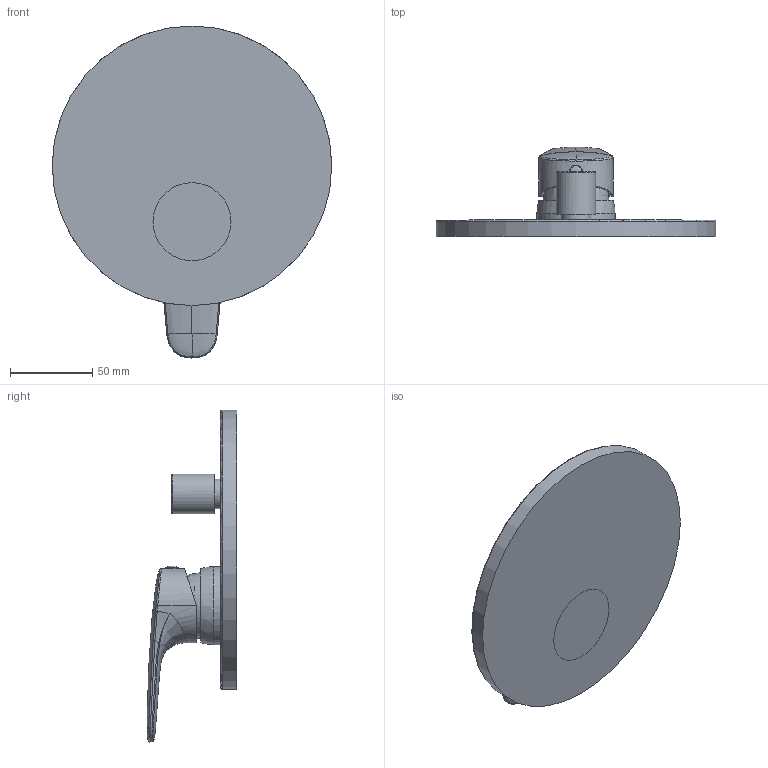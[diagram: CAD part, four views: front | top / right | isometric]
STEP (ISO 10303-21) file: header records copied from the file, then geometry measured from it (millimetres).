
FILE_DESCRIPTION(/* description */ (''),/* implementation_level */ '2;1');
FILE_NAME(/* name */ '3D_TVS105353110_O.NovoStart.step',/* time_stamp */ '2022-11-29T15:47:08+01:00',/* author */ (''),/* organization */ (''),/* preprocessor_version */ 'ST-DEVELOPER v19.2',/* originating_system */ 'Autodesk Translation Framework v11.17.0.187',/* authorisation */ '');
FILE_SCHEMA (('AUTOMOTIVE_DESIGN { 1 0 10303 214 3 1 1 }'));
Length unit declared in the file: millimetre
Products named in the file (57): (Nicht gespeichert); BWHC02496_ASM; 80TS0200_AF0; JS0201-DIVERTER_AF0_ASM; 80JS0201_AF1; 8J23X2_AF1; 8J22X205__AF1; 8J72X19_AF1; 8XJ105X45X35_AF1; 81JS0201_AF2; 8TH24182__AF5; 82JS0201_AF1; 8XJJS0201_AF1; 81PJS0201_AF2; 8SJJS0201_AF2; 83JS0201; HUANCHONGTAO_ASM; HUANCHONGTAO_ASM_1; 83TS0200_AF0; 8XJS0200_AF0; 81TS0200_AF0; 8J20X15; 8J16X2; 80D24182; 8J39X25; 81T00495; D35G-8A; 8YG35000; 8ZG97000; 80P35WNT2; M5X4; 80N81051; 104F585HY; 8MB02496_ASM; 8MB02496FD; 80W24182; 8J53X32A; 80W02496; 86BS0000_ASM; 86BS0000 ...
Assembly tree (76 placements, depth 4):
  (Nicht gespeichert)
    BWHC02496_ASM
      80TS0200_AF0
      JS0201-DIVERTER_AF0_ASM
        80JS0201_AF1
        8J23X2_AF1
        8J22X205__AF1
        8J72X19_AF1
        8XJ105X45X35_AF1
        81JS0201_AF2
        8TH24182__AF5
        82JS0201_AF1
        8XJJS0201_AF1
        81PJS0201_AF2
        8SJJS0201_AF2
        83JS0201
      HUANCHONGTAO_ASM
        83TS0200_AF0
        8XJS0200_AF0
        81TS0200_AF0
        8J20X15
      HUANCHONGTAO_ASM_1
        83TS0200_AF0
        8XJS0200_AF0
        81TS0200_AF0
        8J20X15
      8J16X2  x4
      80D24182
      8J39X25
      81T00495
      D35G-8A
      8YG35000
      8ZG97000
      80P35WNT2
      M5X4
      80N81051
    104F585HY
    8MB02496_ASM
      8MB02496FD
      80W24182
      8J53X32A
      80W02496
    86BS0000_ASM
      86BS0000
      8XJBS003
      8PM5X45-  x4
    BS000_ASM
      81BS0000
      82BS0000  x2
      80BS0000
      83BS0000_ASM
        83BS0000
        8XJBS002
        8PM5X16  x4
        8PM5X30  x2
        85BS0000  x2
        8J10X15  x2
      8XJBS000  x4
      8JT1A2D1
    Komponente54
Bounding box: 170 x 54.58 x 201.87 mm (x, y, z)
Volume: 284922 mm3; surface area: 76895.4 mm2
Topology: 6 solids, 7 shells, 114 faces, 261 edges, 159 vertices
Faces by surface type: bspline 68, plane 21, cylinder 13, cone 8, torus 3, sphere 1
Full cylindrical faces by diameter (mm): 5.2 x1, 7.85 x1, 18 x1, 24 x1, 33 x1, 35.6 x1, 47.5 x1, 170 x1
Entity records: 13720 total; most frequent: CARTESIAN_POINT 9854, DIRECTION 602, ORIENTED_EDGE 510, AXIS2_PLACEMENT_3D 280, EDGE_CURVE 258, VERTEX_POINT 159, PRODUCT_DEFINITION_SHAPE 133, EDGE_LOOP 120
